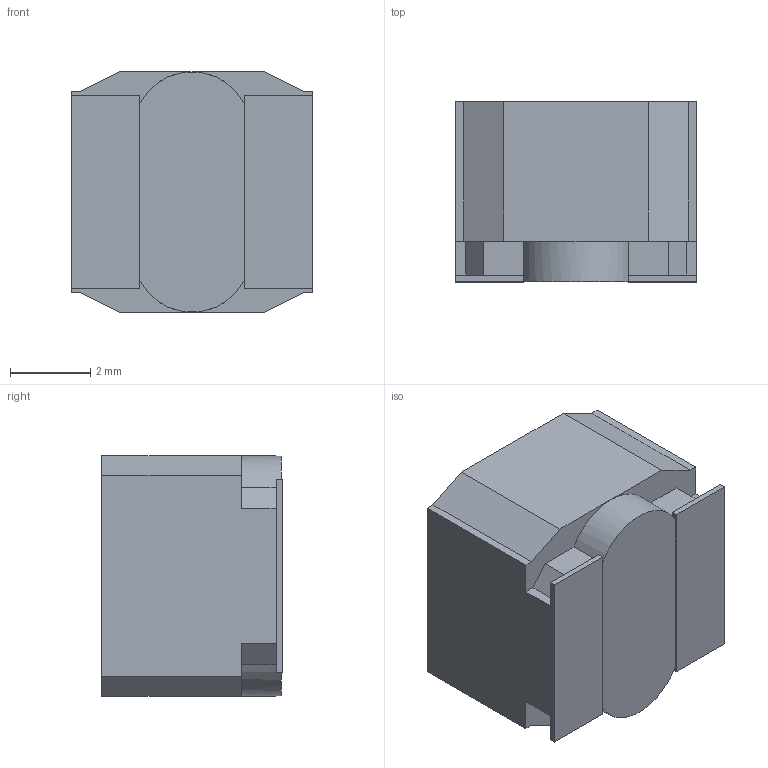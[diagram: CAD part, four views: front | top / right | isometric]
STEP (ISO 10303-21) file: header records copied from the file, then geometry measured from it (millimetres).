
FILE_DESCRIPTION(/* description */ (''),/* implementation_level */ '2;1');
FILE_NAME(/* name */ 'vls6045af_color.step',/* time_stamp */ '2021-02-20T10:37:59-06:00',/* author */ (''),/* organization */ (''),/* preprocessor_version */ 'ST-DEVELOPER v18.1',/* originating_system */ 'Autodesk Translation Framework v9.7.1.1290',/* authorisation */ '');
FILE_SCHEMA (('AUTOMOTIVE_DESIGN { 1 0 10303 214 3 1 1 }'));
Length unit declared in the file: millimetre
Products named in the file (3): vls6045af; VLS6045EX_C(3Dmodel); VLS6045EX_T(3Dmodel)
Assembly tree (2 placements, depth 2):
  vls6045af
    VLS6045EX_C(3Dmodel)
    VLS6045EX_T(3Dmodel)
Bounding box: 6 x 4.5 x 6 mm (x, y, z)
Volume: 149.4 mm3; surface area: 204.1 mm2
Topology: 3 solids, 3 shells, 80 faces, 401 edges, 359 vertices
Faces by surface type: plane 78, cylinder 2
Entity records: 5374 total; most frequent: CARTESIAN_POINT 2007, ORIENTED_EDGE 802, DIRECTION 509, EDGE_CURVE 401, VERTEX_POINT 359, LINE 325, VECTOR 325, EDGE_LOOP 112
